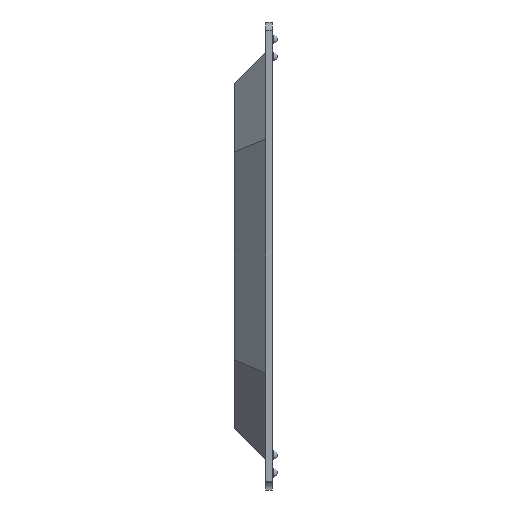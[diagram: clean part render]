
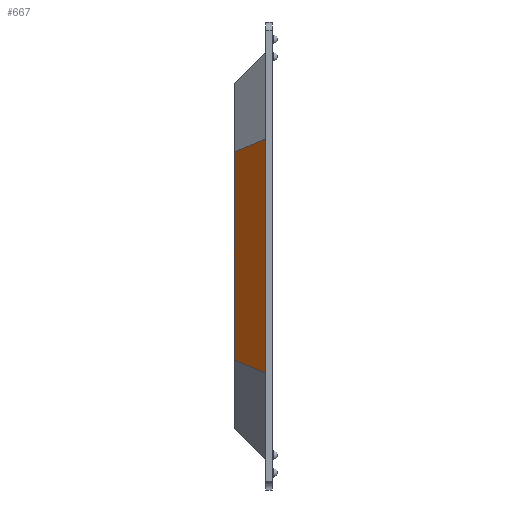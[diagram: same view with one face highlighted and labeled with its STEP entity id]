
A CAD part, left-side view. The second image highlights one B-rep face of the part: STEP entity #667.
In plain terms, the highlighted planar face has unit normal (-0.707, 0.707, 0).
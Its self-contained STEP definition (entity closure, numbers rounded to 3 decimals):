
#5 = DIRECTION ( 'NONE',  ( 0.707, -0.707, 0. ) ) ;
#39 = CARTESIAN_POINT ( 'NONE',  ( -9.95, 2.2, 6.004 ) ) ;
#115 = CARTESIAN_POINT ( 'NONE',  ( -11.046, 1.104, 6.458 ) ) ;
#118 = VERTEX_POINT ( 'NONE', #246 ) ;
#126 = CARTESIAN_POINT ( 'NONE',  ( -9.95, 2.2, 11.75 ) ) ;
#176 = VECTOR ( 'NONE', #1248, 1000. ) ;
#205 = CARTESIAN_POINT ( 'NONE',  ( -9.418, 2.732, -5.784 ) ) ;
#213 = VERTEX_POINT ( 'NONE', #1340 ) ;
#246 = CARTESIAN_POINT ( 'NONE',  ( -9.95, 2.2, -6.004 ) ) ;
#348 = EDGE_CURVE ( 'NONE', #118, #1303, #1261, .T. ) ;
#356 = VECTOR ( 'NONE', #358, 1000. ) ;
#358 = DIRECTION ( 'NONE',  ( 0., 0., 1. ) ) ;
#552 = VECTOR ( 'NONE', #1114, 1000. ) ;
#583 = LINE ( 'NONE', #719, #552 ) ;
#634 = VERTEX_POINT ( 'NONE', #39 ) ;
#638 = LINE ( 'NONE', #115, #1242 ) ;
#667 = ADVANCED_FACE ( 'NONE', ( #1315 ), #1622, .F. ) ;
#719 = CARTESIAN_POINT ( 'NONE',  ( -11.75, 0.4, -6.75 ) ) ;
#741 = DIRECTION ( 'NONE',  ( -0.679, -0.679, 0.281 ) ) ;
#765 = EDGE_LOOP ( 'NONE', ( #1312, #1581, #1525, #1354 ) ) ;
#898 = AXIS2_PLACEMENT_3D ( 'NONE', #126, #5, #1458 ) ;
#948 = EDGE_CURVE ( 'NONE', #1303, #213, #583, .T. ) ;
#1114 = DIRECTION ( 'NONE',  ( 0., 0., 1. ) ) ;
#1146 = LINE ( 'NONE', #1677, #356 ) ;
#1242 = VECTOR ( 'NONE', #741, 1000. ) ;
#1248 = DIRECTION ( 'NONE',  ( -0.679, -0.679, -0.281 ) ) ;
#1261 = LINE ( 'NONE', #205, #176 ) ;
#1273 = EDGE_CURVE ( 'NONE', #634, #213, #638, .T. ) ;
#1303 = VERTEX_POINT ( 'NONE', #1551 ) ;
#1312 = ORIENTED_EDGE ( 'NONE', *, *, #348, .T. ) ;
#1315 = FACE_OUTER_BOUND ( 'NONE', #765, .T. ) ;
#1338 = EDGE_CURVE ( 'NONE', #118, #634, #1146, .T. ) ;
#1340 = CARTESIAN_POINT ( 'NONE',  ( -11.75, 0.4, 6.75 ) ) ;
#1354 = ORIENTED_EDGE ( 'NONE', *, *, #1338, .F. ) ;
#1458 = DIRECTION ( 'NONE',  ( 0.707, 0.707, 0. ) ) ;
#1525 = ORIENTED_EDGE ( 'NONE', *, *, #1273, .F. ) ;
#1551 = CARTESIAN_POINT ( 'NONE',  ( -11.75, 0.4, -6.75 ) ) ;
#1581 = ORIENTED_EDGE ( 'NONE', *, *, #948, .T. ) ;
#1622 = PLANE ( 'NONE',  #898 ) ;
#1677 = CARTESIAN_POINT ( 'NONE',  ( -9.95, 2.2, 11.75 ) ) ;
